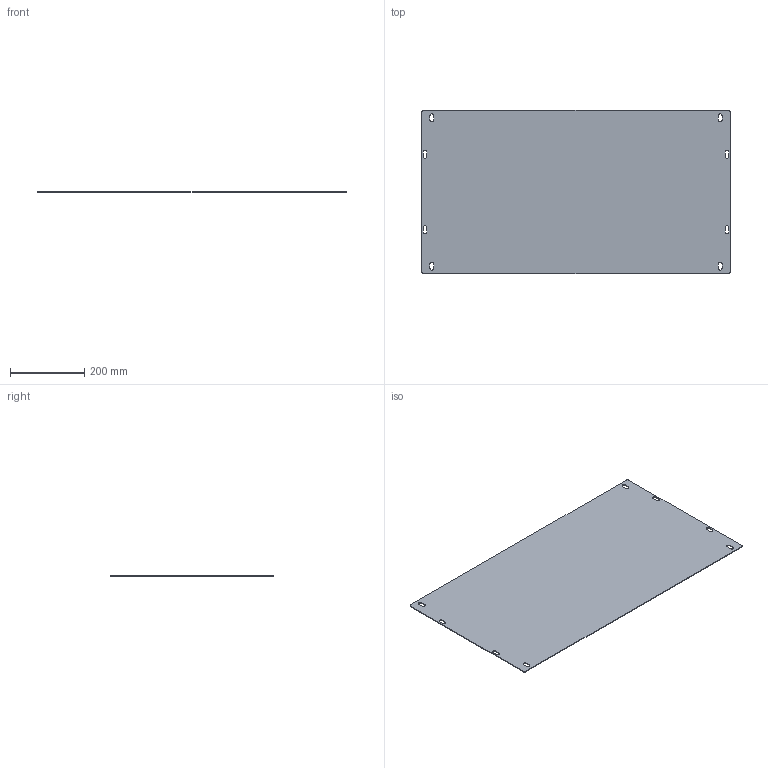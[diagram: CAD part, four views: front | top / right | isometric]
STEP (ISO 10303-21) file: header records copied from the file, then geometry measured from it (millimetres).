
FILE_DESCRIPTION(('CATIA V5 STEP Exchange'),'2;1');
FILE_NAME('EF1062.stp','2013-10-29T09:09:39+00:00',('none'),('none'),'CATIA Version 5 Release 20 SP 6 (IN-10)','CATIA V5 STEP AP203','none');
FILE_SCHEMA(('CONFIG_CONTROL_DESIGN'));
Length unit declared in the file: millimetre
Products named in the file (1): 850567_015_00_FLANGIA_FISSA_1000X0600__________________3PA
Bounding box: 833 x 440 x 2 mm (x, y, z)
Volume: 729820.4 mm3; surface area: 735781.9 mm2
Topology: 1 solids, 1 shells, 42 faces, 120 edges, 80 vertices
Faces by surface type: plane 22, cylinder 20
Entity records: 1378 total; most frequent: ORIENTED_EDGE 240, CARTESIAN_POINT 235, DIRECTION 188, EDGE_CURVE 120, VECTOR 80, LINE 80, VERTEX_POINT 80, AXIS2_PLACEMENT_3D 75
